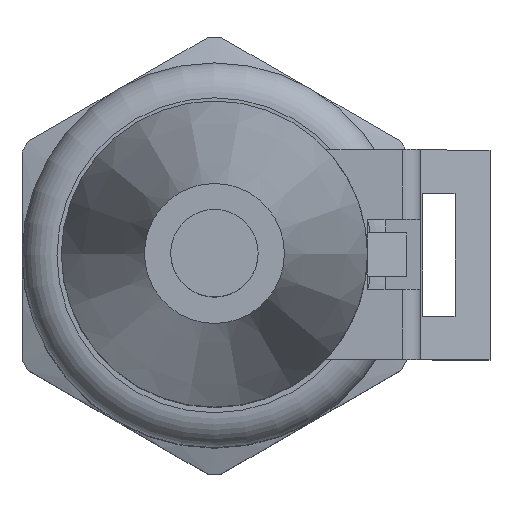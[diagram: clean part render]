
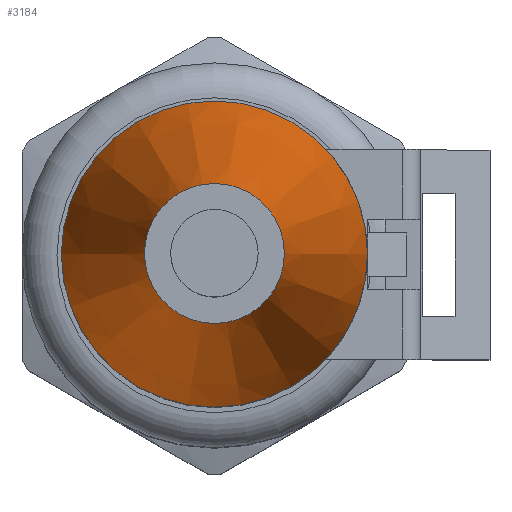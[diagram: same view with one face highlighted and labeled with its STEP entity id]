
A CAD part, top view. The second image highlights one B-rep face of the part: STEP entity #3184.
In plain terms, the highlighted conical face has half-angle 13.36 degrees and reference radius 6.375 mm.
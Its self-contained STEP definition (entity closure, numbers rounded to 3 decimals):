
#156=FACE_BOUND('',#717,.T.);
#265=CIRCLE('',#3482,4.);
#266=CIRCLE('',#3484,8.75);
#293=CONICAL_SURFACE('',#3483,6.375,13.36);
#473=FACE_OUTER_BOUND('',#716,.T.);
#716=EDGE_LOOP('',(#2605));
#717=EDGE_LOOP('',(#2606));
#1500=VERTEX_POINT('',#6753);
#1501=VERTEX_POINT('',#6756);
#1878=EDGE_CURVE('',#1500,#1500,#265,.T.);
#1879=EDGE_CURVE('',#1501,#1501,#266,.T.);
#2605=ORIENTED_EDGE('',*,*,#1878,.T.);
#2606=ORIENTED_EDGE('',*,*,#1879,.F.);
#3184=ADVANCED_FACE('',(#473,#156),#293,.T.);
#3482=AXIS2_PLACEMENT_3D('',#6754,#4263,#4264);
#3483=AXIS2_PLACEMENT_3D('',#6755,#4265,#4266);
#3484=AXIS2_PLACEMENT_3D('',#6757,#4267,#4268);
#4263=DIRECTION('center_axis',(0.,0.,-1.));
#4264=DIRECTION('ref_axis',(1.,0.,0.));
#4265=DIRECTION('center_axis',(0.,0.,-1.));
#4266=DIRECTION('ref_axis',(-1.,0.,0.));
#4267=DIRECTION('center_axis',(0.,0.,-1.));
#4268=DIRECTION('ref_axis',(1.,0.,0.));
#6753=CARTESIAN_POINT('',(-4.,0.,53.));
#6754=CARTESIAN_POINT('Origin',(0.,0.,53.));
#6755=CARTESIAN_POINT('Origin',(0.,0.,43.));
#6756=CARTESIAN_POINT('',(-8.75,0.,33.));
#6757=CARTESIAN_POINT('Origin',(0.,0.,33.));
